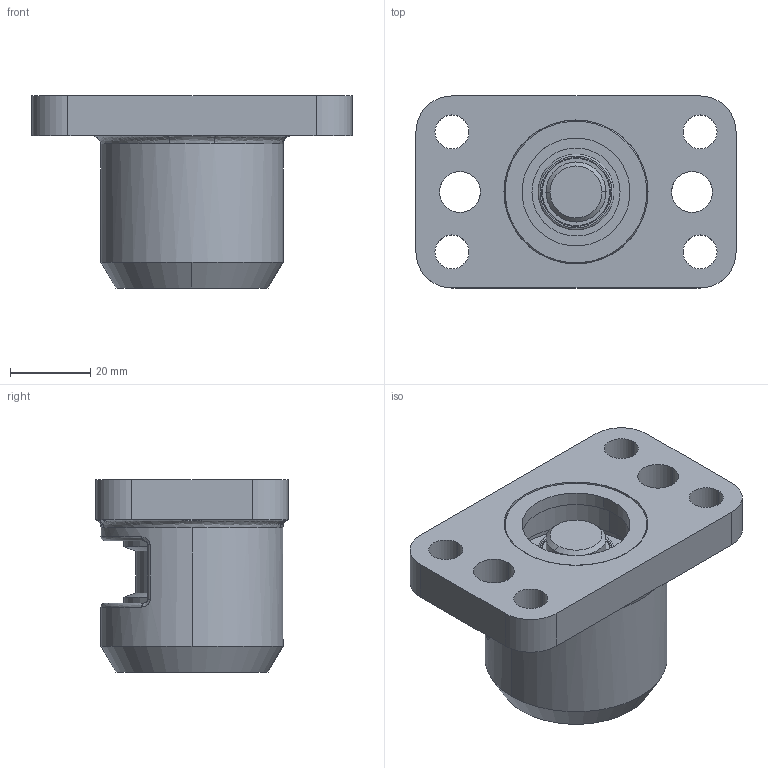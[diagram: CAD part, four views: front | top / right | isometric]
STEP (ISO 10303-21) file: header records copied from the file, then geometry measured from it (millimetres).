
FILE_DESCRIPTION (( 'STEP AP214' ), '1' );
FILE_NAME ('HT 28 S.STEP', '2011-04-26T13:42:00', ( 'ALFATEC' ), ( '' ), 'SwSTEP 2.0', 'SolidWorks 2010', '' );
FILE_SCHEMA (( 'AUTOMOTIVE_DESIGN' ));
Length unit declared in the file: millimetre
Products named in the file (1): HT 28 S
Bounding box: 80 x 48 x 48 mm (x, y, z)
Surface area: 23519.3 mm2 (no closed solid volume)
Topology: 0 solids, 7 shells, 93 faces, 238 edges, 152 vertices
Faces by surface type: cylinder 44, plane 19, bspline 16, cone 12, torus 2
Entity records: 7277 total; most frequent: CARTESIAN_POINT 5000, DIRECTION 466, ORIENTED_EDGE 448, EDGE_CURVE 238, AXIS2_PLACEMENT_3D 193, VERTEX_POINT 152, CIRCLE 115, EDGE_LOOP 112
